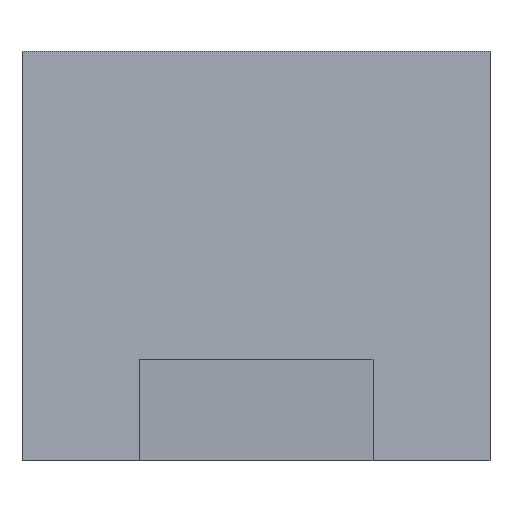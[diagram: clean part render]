
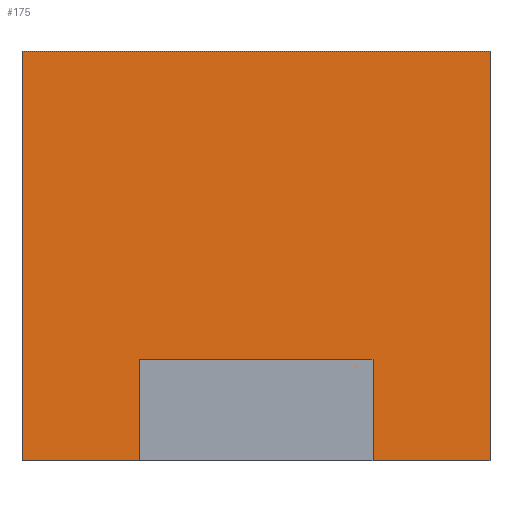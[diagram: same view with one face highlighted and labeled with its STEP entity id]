
A CAD part, front view. The second image highlights one B-rep face of the part: STEP entity #175.
In plain terms, the highlighted planar face has unit normal (0, -0.999, 0.052).
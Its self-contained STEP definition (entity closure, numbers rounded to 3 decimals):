
#65 = VECTOR ( 'NONE', #397, 1000. ) ;
#68 = VECTOR ( 'NONE', #406, 1000. ) ;
#73 = VECTOR ( 'NONE', #418, 1000. ) ;
#75 = VECTOR ( 'NONE', #424, 1000. ) ;
#79 = FACE_OUTER_BOUND ( 'NONE', #249, .T. ) ;
#82 = AXIS2_PLACEMENT_3D ( 'NONE', #436, #437, #438 ) ;
#162 = EDGE_CURVE ( 'NONE', #212, #216, #395, .T. ) ;
#165 = EDGE_CURVE ( 'NONE', #250, #251, #404, .T. ) ;
#169 = EDGE_CURVE ( 'NONE', #212, #250, #416, .T. ) ;
#171 = EDGE_CURVE ( 'NONE', #251, #216, #422, .T. ) ;
#175 = ADVANCED_FACE ( 'NONE', ( #79 ), #435, .F. ) ;
#212 = VERTEX_POINT ( 'NONE', #472 ) ;
#216 = VERTEX_POINT ( 'NONE', #476 ) ;
#249 = EDGE_LOOP ( 'NONE', ( #272, #273, #274, #271 ) ) ;
#250 = VERTEX_POINT ( 'NONE', #490 ) ;
#251 = VERTEX_POINT ( 'NONE', #491 ) ;
#271 = ORIENTED_EDGE ( 'NONE', *, *, #162, .F. ) ;
#272 = ORIENTED_EDGE ( 'NONE', *, *, #169, .T. ) ;
#273 = ORIENTED_EDGE ( 'NONE', *, *, #165, .T. ) ;
#274 = ORIENTED_EDGE ( 'NONE', *, *, #171, .T. ) ;
#395 = LINE ( 'NONE', #396, #65 ) ;
#396 = CARTESIAN_POINT ( 'NONE',  ( 0.3, -0.47, 0.576 ) ) ;
#397 = DIRECTION ( 'NONE',  ( 0., -0.052, -0.999 ) ) ;
#404 = LINE ( 'NONE', #405, #68 ) ;
#405 = CARTESIAN_POINT ( 'NONE',  ( -0.3, -0.472, 0.525 ) ) ;
#406 = DIRECTION ( 'NONE',  ( 0., -0.052, -0.999 ) ) ;
#416 = LINE ( 'NONE', #417, #73 ) ;
#417 = CARTESIAN_POINT ( 'NONE',  ( 10., -0.472, 0.525 ) ) ;
#418 = DIRECTION ( 'NONE',  ( -1., 0., 0. ) ) ;
#422 = LINE ( 'NONE', #423, #75 ) ;
#423 = CARTESIAN_POINT ( 'NONE',  ( -0.3, -0.5, 0. ) ) ;
#424 = DIRECTION ( 'NONE',  ( 1., 0., 0. ) ) ;
#435 = PLANE ( 'NONE',  #82 ) ;
#436 = CARTESIAN_POINT ( 'NONE',  ( 10., -0.472, 0.525 ) ) ;
#437 = DIRECTION ( 'NONE',  ( 0., 0.999, -0.052 ) ) ;
#438 = DIRECTION ( 'NONE',  ( 0., 0.052, 0.999 ) ) ;
#472 = CARTESIAN_POINT ( 'NONE',  ( 0.3, -0.472, 0.525 ) ) ;
#476 = CARTESIAN_POINT ( 'NONE',  ( 0.3, -0.5, 0. ) ) ;
#490 = CARTESIAN_POINT ( 'NONE',  ( -0.3, -0.472, 0.525 ) ) ;
#491 = CARTESIAN_POINT ( 'NONE',  ( -0.3, -0.5, 0. ) ) ;
